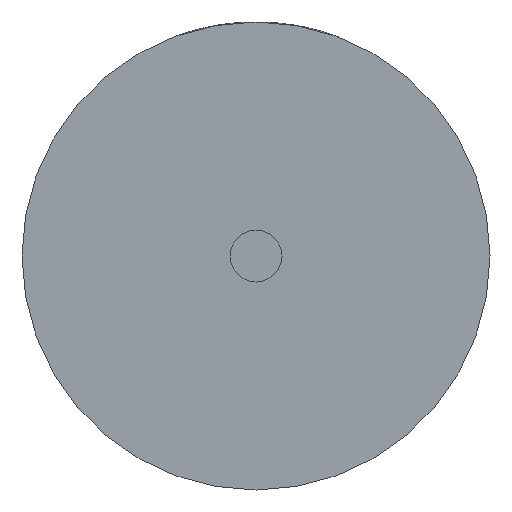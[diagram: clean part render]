
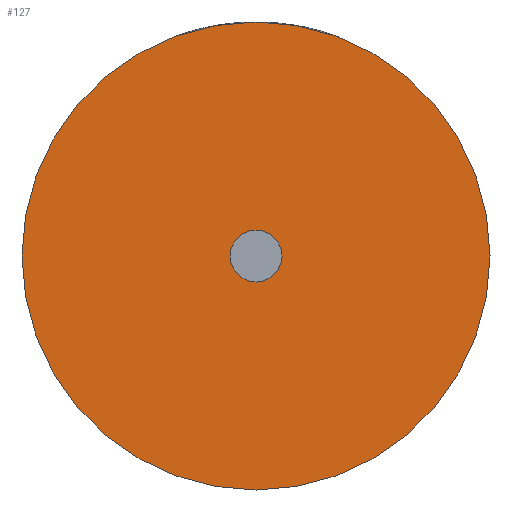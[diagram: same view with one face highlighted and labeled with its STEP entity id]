
A CAD part, front view. The second image highlights one B-rep face of the part: STEP entity #127.
In plain terms, the highlighted planar face has unit normal (0, -1, 0).
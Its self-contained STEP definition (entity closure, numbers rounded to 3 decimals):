
#20 = CIRCLE ( 'NONE', #970, 0.5 ) ;
#42 = DIRECTION ( 'NONE',  ( 0., -1., 0. ) ) ;
#91 = ORIENTED_EDGE ( 'NONE', *, *, #506, .F. ) ;
#104 = CIRCLE ( 'NONE', #1232, 4.5 ) ;
#127 = ADVANCED_FACE ( 'NONE', ( #639, #128 ), #174, .F. ) ;
#128 = FACE_OUTER_BOUND ( 'NONE', #1182, .T. ) ;
#153 = DIRECTION ( 'NONE',  ( 0., 1., 0. ) ) ;
#159 = VERTEX_POINT ( 'NONE', #495 ) ;
#174 = PLANE ( 'NONE',  #673 ) ;
#217 = EDGE_CURVE ( 'NONE', #359, #159, #765, .T. ) ;
#243 = DIRECTION ( 'NONE',  ( 0., 0., 1. ) ) ;
#277 = CARTESIAN_POINT ( 'NONE',  ( 0., 0., -0.5 ) ) ;
#290 = CARTESIAN_POINT ( 'NONE',  ( 0., 0., 0. ) ) ;
#354 = EDGE_CURVE ( 'NONE', #1302, #1380, #20, .T. ) ;
#359 = VERTEX_POINT ( 'NONE', #963 ) ;
#390 = DIRECTION ( 'NONE',  ( 0., 0., 1. ) ) ;
#475 = CARTESIAN_POINT ( 'NONE',  ( 0., 0., 0. ) ) ;
#482 = AXIS2_PLACEMENT_3D ( 'NONE', #1082, #42, #1129 ) ;
#495 = CARTESIAN_POINT ( 'NONE',  ( 0., 0., 4.5 ) ) ;
#506 = EDGE_CURVE ( 'NONE', #159, #359, #104, .T. ) ;
#517 = DIRECTION ( 'NONE',  ( 0., 1., 0. ) ) ;
#534 = DIRECTION ( 'NONE',  ( 0., 0., 1. ) ) ;
#592 = ORIENTED_EDGE ( 'NONE', *, *, #1172, .F. ) ;
#603 = CARTESIAN_POINT ( 'NONE',  ( 0., 0., 0. ) ) ;
#639 = FACE_BOUND ( 'NONE', #1163, .T. ) ;
#673 = AXIS2_PLACEMENT_3D ( 'NONE', #603, #1013, #390 ) ;
#674 = CARTESIAN_POINT ( 'NONE',  ( 0., 0., 0.5 ) ) ;
#730 = AXIS2_PLACEMENT_3D ( 'NONE', #290, #517, #934 ) ;
#765 = CIRCLE ( 'NONE', #730, 4.5 ) ;
#934 = DIRECTION ( 'NONE',  ( 0., 0., 1. ) ) ;
#963 = CARTESIAN_POINT ( 'NONE',  ( 0., 0., -4.5 ) ) ;
#969 = CARTESIAN_POINT ( 'NONE',  ( 0., 0., 0. ) ) ;
#970 = AXIS2_PLACEMENT_3D ( 'NONE', #969, #1071, #534 ) ;
#977 = ORIENTED_EDGE ( 'NONE', *, *, #354, .F. ) ;
#1010 = CIRCLE ( 'NONE', #482, 0.5 ) ;
#1013 = DIRECTION ( 'NONE',  ( 0., 1., 0. ) ) ;
#1071 = DIRECTION ( 'NONE',  ( 0., -1., 0. ) ) ;
#1082 = CARTESIAN_POINT ( 'NONE',  ( 0., 0., 0. ) ) ;
#1129 = DIRECTION ( 'NONE',  ( 0., 0., 1. ) ) ;
#1163 = EDGE_LOOP ( 'NONE', ( #977, #592 ) ) ;
#1172 = EDGE_CURVE ( 'NONE', #1380, #1302, #1010, .T. ) ;
#1182 = EDGE_LOOP ( 'NONE', ( #1230, #91 ) ) ;
#1230 = ORIENTED_EDGE ( 'NONE', *, *, #217, .F. ) ;
#1232 = AXIS2_PLACEMENT_3D ( 'NONE', #475, #153, #243 ) ;
#1302 = VERTEX_POINT ( 'NONE', #674 ) ;
#1380 = VERTEX_POINT ( 'NONE', #277 ) ;
